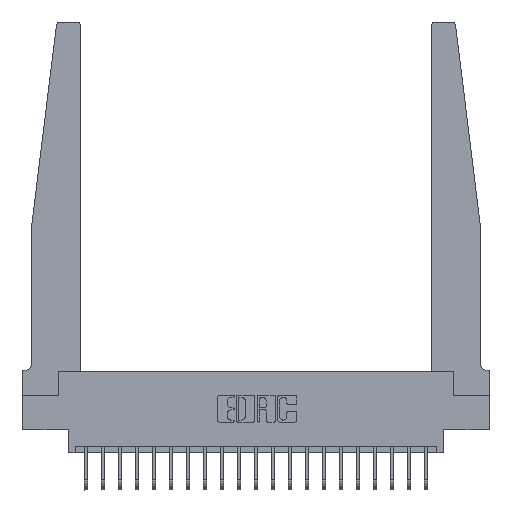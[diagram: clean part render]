
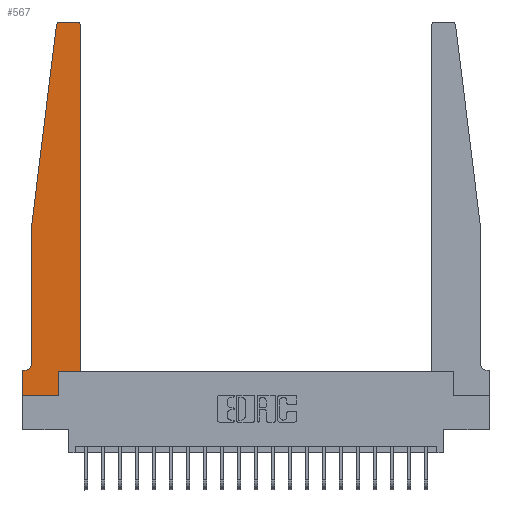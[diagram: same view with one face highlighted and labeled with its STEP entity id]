
A CAD part, top view. The second image highlights one B-rep face of the part: STEP entity #567.
In plain terms, the highlighted planar face has unit normal (0, 0, 1).
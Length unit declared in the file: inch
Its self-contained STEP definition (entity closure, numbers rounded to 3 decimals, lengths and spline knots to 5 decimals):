
#244 = CARTESIAN_POINT ( 'NONE',  ( 0.25, 2.75, 0.37 ) ) ;
#377 = EDGE_CURVE ( 'NONE', #20578, #5193, #10509, .T. ) ;
#567 = ADVANCED_FACE ( 'NONE', ( #10752 ), #3950, .T. ) ;
#589 = ORIENTED_EDGE ( 'NONE', *, *, #377, .T. ) ;
#610 = AXIS2_PLACEMENT_3D ( 'NONE', #6627, #17875, #8274 ) ;
#744 = VECTOR ( 'NONE', #9857, 39.37008 ) ;
#1012 = VERTEX_POINT ( 'NONE', #19654 ) ;
#1270 = LINE ( 'NONE', #5604, #14151 ) ;
#1562 = VERTEX_POINT ( 'NONE', #18291 ) ;
#1640 = VERTEX_POINT ( 'NONE', #2019 ) ;
#1900 = CARTESIAN_POINT ( 'NONE',  ( 0.065, 0.1875, 0.37 ) ) ;
#1909 = CARTESIAN_POINT ( 'NONE',  ( 0.015, 0.2375, 0.37 ) ) ;
#2019 = CARTESIAN_POINT ( 'NONE',  ( 0.27653, 2.75, 0.37 ) ) ;
#2490 = VECTOR ( 'NONE', #7140, 39.37008 ) ;
#2550 = CARTESIAN_POINT ( 'NONE',  ( 0., 0., 0.37 ) ) ;
#2739 = CARTESIAN_POINT ( 'NONE',  ( 0.2605, 0., 0.37 ) ) ;
#2772 = ORIENTED_EDGE ( 'NONE', *, *, #16456, .T. ) ;
#2924 = CARTESIAN_POINT ( 'NONE',  ( 0.425, 0.18, 0.37 ) ) ;
#2968 = VECTOR ( 'NONE', #3520, 39.37008 ) ;
#3520 = DIRECTION ( 'NONE',  ( -1., 0., 0. ) ) ;
#3524 = VECTOR ( 'NONE', #15966, 39.37008 ) ;
#3530 = DIRECTION ( 'NONE',  ( -1., 0., 0. ) ) ;
#3738 = EDGE_CURVE ( 'NONE', #5193, #1562, #15884, .T. ) ;
#3950 = PLANE ( 'NONE',  #15386 ) ;
#4018 = DIRECTION ( 'NONE',  ( 0., 0., 1. ) ) ;
#4555 = VECTOR ( 'NONE', #20672, 39.37008 ) ;
#4693 = VERTEX_POINT ( 'NONE', #14421 ) ;
#4721 = CARTESIAN_POINT ( 'NONE',  ( 0., 0., 0.37 ) ) ;
#4728 = VERTEX_POINT ( 'NONE', #8096 ) ;
#4820 = EDGE_CURVE ( 'NONE', #8476, #1640, #17373, .T. ) ;
#4933 = CARTESIAN_POINT ( 'NONE',  ( 0., 0., 0.37 ) ) ;
#4992 = ORIENTED_EDGE ( 'NONE', *, *, #13085, .T. ) ;
#5054 = VERTEX_POINT ( 'NONE', #16924 ) ;
#5193 = VERTEX_POINT ( 'NONE', #2739 ) ;
#5238 = DIRECTION ( 'NONE',  ( -0.122, -0.992, 0. ) ) ;
#5346 = ORIENTED_EDGE ( 'NONE', *, *, #17453, .T. ) ;
#5604 = CARTESIAN_POINT ( 'NONE',  ( 0.065, 1.25, 0.37 ) ) ;
#5712 = LINE ( 'NONE', #19691, #10037 ) ;
#5723 = ORIENTED_EDGE ( 'NONE', *, *, #16434, .T. ) ;
#6208 = DIRECTION ( 'NONE',  ( 0., 0., 1. ) ) ;
#6326 = CARTESIAN_POINT ( 'NONE',  ( 0.2605, 0.18, 0.37 ) ) ;
#6573 = AXIS2_PLACEMENT_3D ( 'NONE', #1909, #13207, #3530 ) ;
#6627 = CARTESIAN_POINT ( 'NONE',  ( 0.395, 2.72, 0.37 ) ) ;
#6807 = LINE ( 'NONE', #13555, #2490 ) ;
#7140 = DIRECTION ( 'NONE',  ( 1., 0., 0. ) ) ;
#7791 = CIRCLE ( 'NONE', #610, 0.03 ) ;
#7993 = EDGE_CURVE ( 'NONE', #8589, #20578, #17225, .T. ) ;
#8096 = CARTESIAN_POINT ( 'NONE',  ( 0.425, 2.72, 0.37 ) ) ;
#8195 = VECTOR ( 'NONE', #14410, 39.37008 ) ;
#8274 = DIRECTION ( 'NONE',  ( 1., 0., 0. ) ) ;
#8476 = VERTEX_POINT ( 'NONE', #10747 ) ;
#8589 = VERTEX_POINT ( 'NONE', #17526 ) ;
#8808 = VERTEX_POINT ( 'NONE', #9959 ) ;
#8833 = ORIENTED_EDGE ( 'NONE', *, *, #3738, .T. ) ;
#8876 = CIRCLE ( 'NONE', #20609, 0.03 ) ;
#9857 = DIRECTION ( 'NONE',  ( -1., 0., 0. ) ) ;
#9959 = CARTESIAN_POINT ( 'NONE',  ( 0.425, 0.18, 0.37 ) ) ;
#10037 = VECTOR ( 'NONE', #5238, 39.37008 ) ;
#10260 = ORIENTED_EDGE ( 'NONE', *, *, #17856, .T. ) ;
#10471 = CARTESIAN_POINT ( 'NONE',  ( 0., 0.1875, 0.37 ) ) ;
#10489 = EDGE_LOOP ( 'NONE', ( #18010, #5723, #4992, #13831, #19160, #10260, #17119, #589, #8833, #5346, #2772, #11993 ) ) ;
#10509 = LINE ( 'NONE', #4933, #18531 ) ;
#10747 = CARTESIAN_POINT ( 'NONE',  ( 0.395, 2.75, 0.37 ) ) ;
#10752 = FACE_OUTER_BOUND ( 'NONE', #10489, .T. ) ;
#11612 = LINE ( 'NONE', #1900, #2968 ) ;
#11993 = ORIENTED_EDGE ( 'NONE', *, *, #12319, .T. ) ;
#12319 = EDGE_CURVE ( 'NONE', #4728, #8476, #7791, .T. ) ;
#13085 = EDGE_CURVE ( 'NONE', #5054, #20492, #5712, .T. ) ;
#13207 = DIRECTION ( 'NONE',  ( 0., 0., -1. ) ) ;
#13555 = CARTESIAN_POINT ( 'NONE',  ( 0.425, 0.18, 0.37 ) ) ;
#13752 = EDGE_CURVE ( 'NONE', #1012, #4693, #17773, .T. ) ;
#13831 = ORIENTED_EDGE ( 'NONE', *, *, #16835, .T. ) ;
#14151 = VECTOR ( 'NONE', #16874, 39.37008 ) ;
#14410 = DIRECTION ( 'NONE',  ( 0., -1., 0. ) ) ;
#14421 = CARTESIAN_POINT ( 'NONE',  ( 0.015, 0.1875, 0.37 ) ) ;
#14627 = DIRECTION ( 'NONE',  ( 1., 0., 0. ) ) ;
#15311 = DIRECTION ( 'NONE',  ( 1., 0., 0. ) ) ;
#15386 = AXIS2_PLACEMENT_3D ( 'NONE', #10471, #4018, #15311 ) ;
#15852 = CARTESIAN_POINT ( 'NONE',  ( 0.27653, 2.72, 0.37 ) ) ;
#15884 = LINE ( 'NONE', #6326, #3524 ) ;
#15966 = DIRECTION ( 'NONE',  ( 0., 1., 0. ) ) ;
#16434 = EDGE_CURVE ( 'NONE', #1640, #5054, #8876, .T. ) ;
#16456 = EDGE_CURVE ( 'NONE', #8808, #4728, #16911, .T. ) ;
#16835 = EDGE_CURVE ( 'NONE', #20492, #1012, #1270, .T. ) ;
#16874 = DIRECTION ( 'NONE',  ( 0., -1., 0. ) ) ;
#16911 = LINE ( 'NONE', #2924, #4555 ) ;
#16924 = CARTESIAN_POINT ( 'NONE',  ( 0.24675, 2.72367, 0.37 ) ) ;
#17119 = ORIENTED_EDGE ( 'NONE', *, *, #7993, .T. ) ;
#17225 = LINE ( 'NONE', #4721, #8195 ) ;
#17373 = LINE ( 'NONE', #244, #744 ) ;
#17445 = DIRECTION ( 'NONE',  ( 1., 0., 0. ) ) ;
#17453 = EDGE_CURVE ( 'NONE', #1562, #8808, #6807, .T. ) ;
#17526 = CARTESIAN_POINT ( 'NONE',  ( 0., 0.1875, 0.37 ) ) ;
#17773 = CIRCLE ( 'NONE', #6573, 0.05 ) ;
#17856 = EDGE_CURVE ( 'NONE', #4693, #8589, #11612, .T. ) ;
#17875 = DIRECTION ( 'NONE',  ( 0., 0., 1. ) ) ;
#18010 = ORIENTED_EDGE ( 'NONE', *, *, #4820, .T. ) ;
#18291 = CARTESIAN_POINT ( 'NONE',  ( 0.2605, 0.18, 0.37 ) ) ;
#18410 = CARTESIAN_POINT ( 'NONE',  ( 0.065, 1.25, 0.37 ) ) ;
#18531 = VECTOR ( 'NONE', #14627, 39.37008 ) ;
#19160 = ORIENTED_EDGE ( 'NONE', *, *, #13752, .T. ) ;
#19654 = CARTESIAN_POINT ( 'NONE',  ( 0.065, 0.2375, 0.37 ) ) ;
#19691 = CARTESIAN_POINT ( 'NONE',  ( 0.065, 1.25, 0.37 ) ) ;
#20492 = VERTEX_POINT ( 'NONE', #18410 ) ;
#20578 = VERTEX_POINT ( 'NONE', #2550 ) ;
#20609 = AXIS2_PLACEMENT_3D ( 'NONE', #15852, #6208, #17445 ) ;
#20672 = DIRECTION ( 'NONE',  ( 0., 1., 0. ) ) ;
